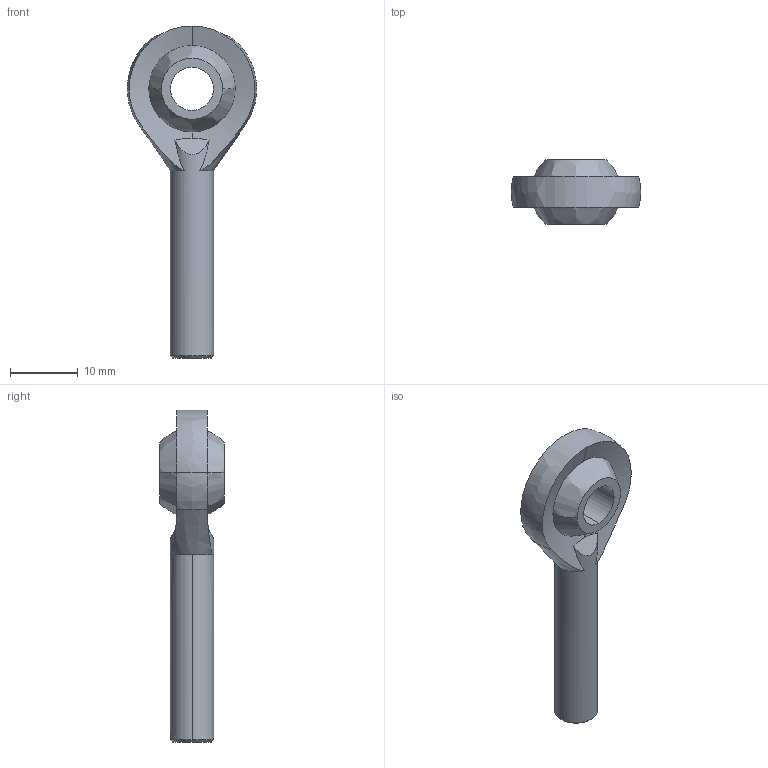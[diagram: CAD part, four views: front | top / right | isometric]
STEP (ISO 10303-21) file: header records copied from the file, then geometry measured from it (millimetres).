
FILE_DESCRIPTION (( 'STEP AP214' ), '1' );
FILE_NAME ('A-KARI-04.step', '2017-11-29T20:17:53', ( '' ), ( '' ), 'SwSTEP 2.0', 'SolidWorks 2017', '' );
FILE_SCHEMA (( 'AUTOMOTIVE_DESIGN' ));
Length unit declared in the file: inch
Products named in the file (1): A-KARI-04
Bounding box: 19.05 x 9.53 x 48.93 mm (x, y, z)
Volume: 2359.9 mm3; surface area: 1714.3 mm2
Topology: 1 solids, 1 shells, 25 faces, 72 edges, 45 vertices
Faces by surface type: cone 9, bspline 7, plane 5, cylinder 4
Entity records: 1106 total; most frequent: CARTESIAN_POINT 338, ORIENTED_EDGE 136, DIRECTION 135, EDGE_CURVE 68, AXIS2_PLACEMENT_3D 62, VERTEX_POINT 45, CIRCLE 43, EDGE_LOOP 27
